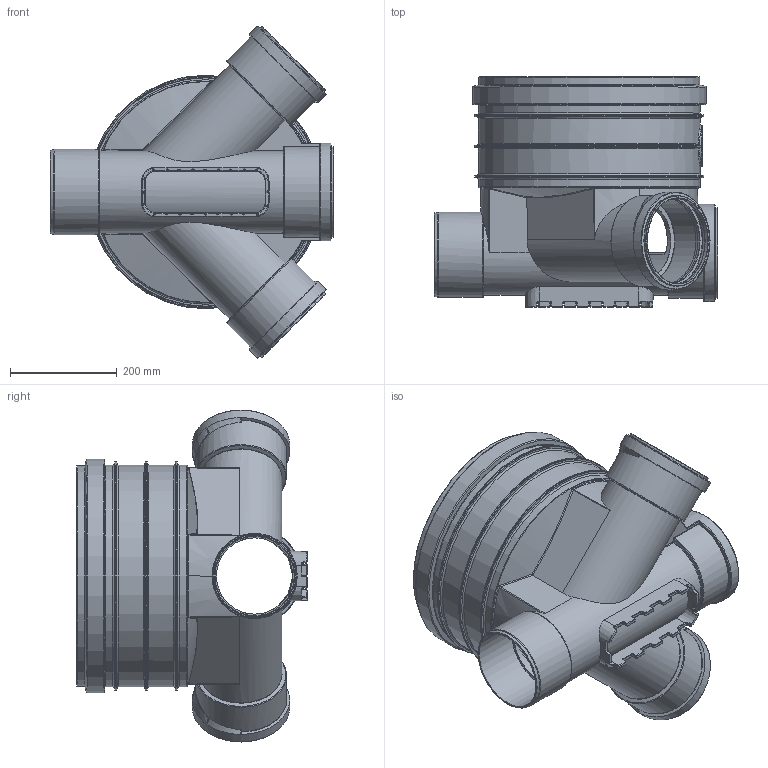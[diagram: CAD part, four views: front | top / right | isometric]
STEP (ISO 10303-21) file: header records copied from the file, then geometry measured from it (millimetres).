
FILE_DESCRIPTION(/* description */ (''),/* implementation_level */ '2;1');
FILE_NAME(/* name */ '660036z.stp',/* time_stamp */ '2025-09-29T08:56:34+02:00',/* author */ ('corinna'),/* organization */ (''),/* preprocessor_version */ 'ST-DEVELOPER v20',/* originating_system */ 'Autodesk Inventor 2024',/* authorisation */ '');
FILE_SCHEMA (('AUTOMOTIVE_DESIGN { 1 0 10303 214 3 1 1 }'));
Length unit declared in the file: millimetre
Products named in the file (1): 660036z
Bounding box: 532 x 432 x 622.97 mm (x, y, z)
Volume: 4607640.7 mm3; surface area: 1670964.3 mm2
Topology: 1 solids, 5 shells, 689 faces, 1739 edges, 1053 vertices
Faces by surface type: bspline 214, cylinder 198, torus 101, plane 95, cone 69, sphere 12
Full cylindrical faces by diameter (mm): 143.2 x3, 150.2 x2, 160 x1, 160.5 x1, 160.8 x6, 160.9 x2, 169.8 x3, 170.6 x2, 173.8 x3, 182.8 x3, 404 x1, 404.4 x1, 415 x1, 416 x4, 427.1 x1, 430 x2, 438.1 x1
Entity records: 27261 total; most frequent: CARTESIAN_POINT 11605, ORIENTED_EDGE 3446, DIRECTION 3115, EDGE_CURVE 1723, AXIS2_PLACEMENT_3D 1331, VERTEX_POINT 1049, CIRCLE 719, EDGE_LOOP 698
